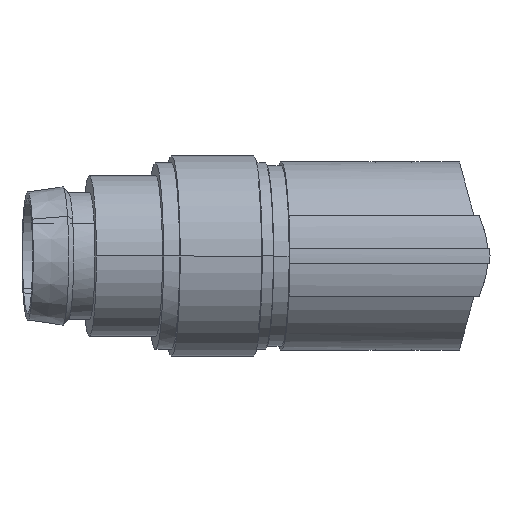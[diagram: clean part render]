
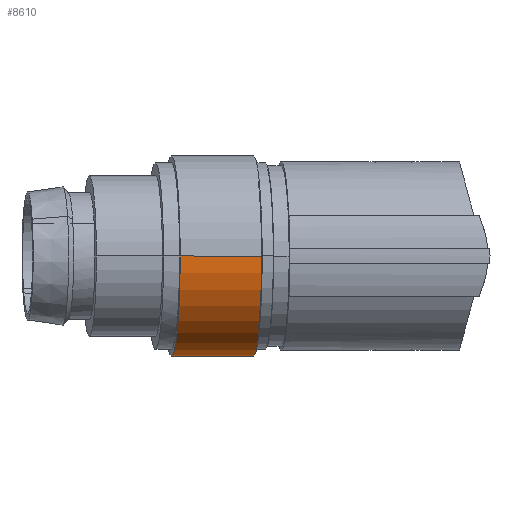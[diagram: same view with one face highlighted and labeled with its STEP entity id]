
A CAD part, left-side view. The second image highlights one B-rep face of the part: STEP entity #8610.
In plain terms, the highlighted cylindrical face has radius 5 mm (diameter 10 mm), a partial arc.
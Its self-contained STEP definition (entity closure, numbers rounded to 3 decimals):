
#8070=CARTESIAN_POINT('',(-23.28,6.983,
0.));
#8080=DIRECTION('',(0.087,-0.996,
0.));
#8090=DIRECTION('',(0.996,0.087,
0.));
#8100=AXIS2_PLACEMENT_3D('',#8070,#8080,#8090);
#8110=CIRCLE('',#8100,5.);
#8120=CARTESIAN_POINT('',(-18.299,7.419,
0.));
#8130=VERTEX_POINT('',#8120);
#8140=CARTESIAN_POINT('',(-28.261,6.548,
0.));
#8150=VERTEX_POINT('',#8140);
#8180=EDGE_CURVE('',#8150,#8130,#8110,.T.);
#8300=CARTESIAN_POINT('',(-23.28,6.983,
0.));
#8310=DIRECTION('',(0.087,-0.996,
0.));
#8320=DIRECTION('',(0.996,0.087,
0.));
#8330=AXIS2_PLACEMENT_3D('',#8300,#8310,#8320);
#8340=CYLINDRICAL_SURFACE('',#8330,5.);
#8350=CARTESIAN_POINT('',(-28.261,6.548,
0.));
#8360=DIRECTION('',(0.087,-0.996,
0.));
#8370=VECTOR('',#8360,1.);
#8380=LINE('',#8350,#8370);
#8390=CARTESIAN_POINT('',(-28.619,10.632,
0.));
#8400=VERTEX_POINT('',#8390);
#8410=EDGE_CURVE('',#8400,#8150,#8380,.T.);
#8420=ORIENTED_EDGE('',*,*,#8410,.F.);
#8430=ORIENTED_EDGE('',*,*,#8180,.F.);
#8440=CARTESIAN_POINT('',(-18.299,7.419,
0.));
#8450=DIRECTION('',(0.087,-0.996,
0.));
#8460=VECTOR('',#8450,1.);
#8470=LINE('',#8440,#8460);
#8480=CARTESIAN_POINT('',(-18.657,11.504,
0.));
#8490=VERTEX_POINT('',#8480);
#8500=EDGE_CURVE('',#8490,#8130,#8470,.T.);
#8510=ORIENTED_EDGE('',*,*,#8500,.T.);
#8520=CARTESIAN_POINT('',(-23.638,11.068,
0.));
#8530=DIRECTION('',(0.087,-0.996,
0.));
#8540=DIRECTION('',(0.996,0.087,
0.));
#8550=AXIS2_PLACEMENT_3D('',#8520,#8530,#8540);
#8560=CIRCLE('',#8550,5.);
#8570=EDGE_CURVE('',#8400,#8490,#8560,.T.);
#8580=ORIENTED_EDGE('',*,*,#8570,.T.);
#8590=EDGE_LOOP('',(#8580,#8510,#8430,#8420));
#8600=FACE_OUTER_BOUND('',#8590,.T.);
#8610=ADVANCED_FACE('',(#8600),#8340,.T.);
